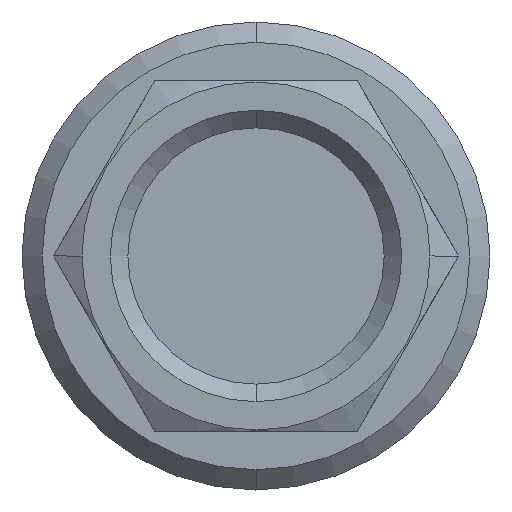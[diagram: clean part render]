
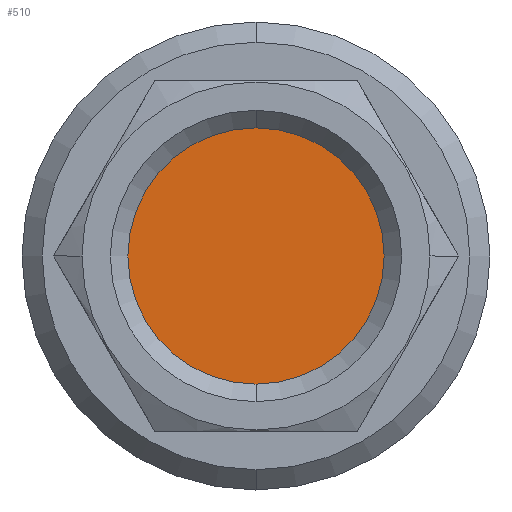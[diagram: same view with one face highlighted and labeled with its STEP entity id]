
A CAD part, front view. The second image highlights one B-rep face of the part: STEP entity #510.
In plain terms, the highlighted planar face has unit normal (0, -1, 0).
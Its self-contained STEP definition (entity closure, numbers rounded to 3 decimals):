
#38 = EDGE_CURVE ( 'NONE', #68, #39, #1243, .T. ) ;
#39 = VERTEX_POINT ( 'NONE', #1230 ) ;
#68 = VERTEX_POINT ( 'NONE', #849 ) ;
#510 = ADVANCED_FACE ( 'NONE', ( #1644 ), #1639, .F. ) ;
#522 = EDGE_LOOP ( 'NONE', ( #532, #529 ) ) ;
#528 = EDGE_CURVE ( 'NONE', #39, #68, #1716, .T. ) ;
#529 = ORIENTED_EDGE ( 'NONE', *, *, #38, .T. ) ;
#532 = ORIENTED_EDGE ( 'NONE', *, *, #528, .T. ) ;
#849 = CARTESIAN_POINT ( 'NONE',  ( 0., 20.5, 9.5 ) ) ;
#1228 = CARTESIAN_POINT ( 'NONE',  ( 0., 20.5, 0. ) ) ;
#1229 = AXIS2_PLACEMENT_3D ( 'NONE', #1228, #1259, #1258 ) ;
#1230 = CARTESIAN_POINT ( 'NONE',  ( 0., 20.5, -9.5 ) ) ;
#1243 = CIRCLE ( 'NONE', #1229, 9.5 ) ;
#1258 = DIRECTION ( 'NONE',  ( 0., 0., -1. ) ) ;
#1259 = DIRECTION ( 'NONE',  ( 0., -1., 0. ) ) ;
#1639 = PLANE ( 'NONE',  #1663 ) ;
#1644 = FACE_OUTER_BOUND ( 'NONE', #522, .T. ) ;
#1660 = DIRECTION ( 'NONE',  ( 0., 0., 1. ) ) ;
#1661 = DIRECTION ( 'NONE',  ( 0., 1., 0. ) ) ;
#1662 = CARTESIAN_POINT ( 'NONE',  ( 0., 20.5, 0. ) ) ;
#1663 = AXIS2_PLACEMENT_3D ( 'NONE', #1662, #1661, #1660 ) ;
#1682 = DIRECTION ( 'NONE',  ( 0., 0., -1. ) ) ;
#1692 = CARTESIAN_POINT ( 'NONE',  ( 0., 20.5, 0. ) ) ;
#1708 = AXIS2_PLACEMENT_3D ( 'NONE', #1692, #1726, #1682 ) ;
#1716 = CIRCLE ( 'NONE', #1708, 9.5 ) ;
#1726 = DIRECTION ( 'NONE',  ( 0., -1., 0. ) ) ;
